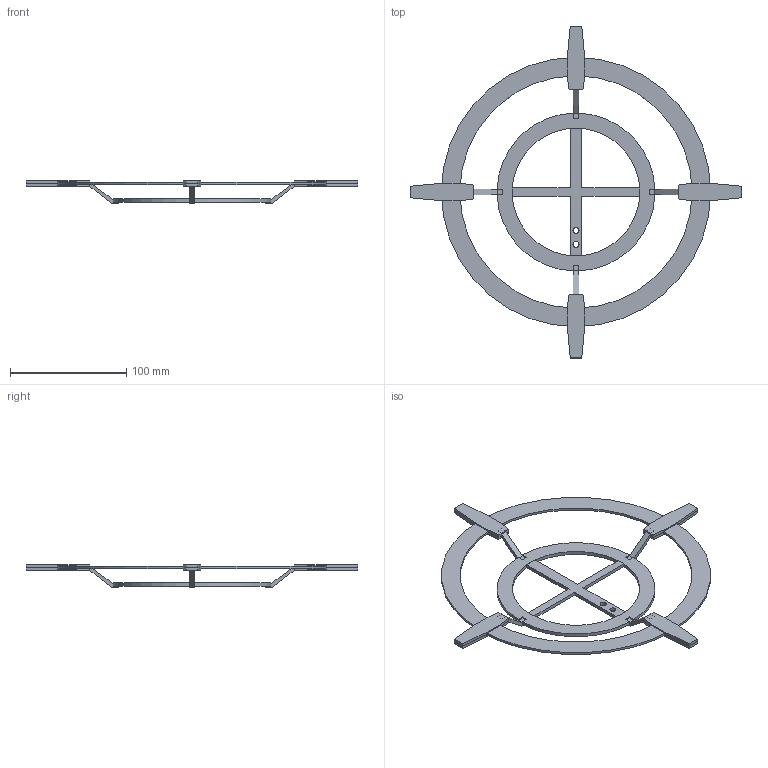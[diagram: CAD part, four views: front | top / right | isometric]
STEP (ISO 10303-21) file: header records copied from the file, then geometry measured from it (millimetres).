
FILE_DESCRIPTION(/* description */ ('','CAx-IF Rec.Pracs.---Representation and Presentation of Product Manufacturing Information (PMI)---4.0---2014-10-13'),/* implementation_level */ '2;1');
FILE_NAME(/* name */ '',/* time_stamp */ '2025-03-06T15:41:38+09:00',/* author */ (''),/* organization */ (''),/* preprocessor_version */ 'ST-DEVELOPER v20',/* originating_system */ 'Autodesk Translation Framework v13.20.0.188',/* authorisation */ '');
FILE_SCHEMA (('AP242_MANAGED_MODEL_BASED_3D_ENGINEERING_MIM_LF { 1 0 10303 442 1 1 4 }'));
Length unit declared in the file: millimetre
Products named in the file (7): シロコ_ヘイロー_mk2; outer_ring; inner_ring; protrusion; protrusion_front; protrusion_back; pirrer
Assembly tree (12 placements, depth 3):
  シロコ_ヘイロー_mk2
    outer_ring
    inner_ring
    protrusion  x4
      protrusion_front
      protrusion_back
    pirrer  x4
Bounding box: 286 x 286 x 19.5 mm (x, y, z)
Volume: 55379.9 mm3; surface area: 58505.1 mm2
Topology: 15 solids, 15 shells, 266 faces, 684 edges, 448 vertices
Faces by surface type: plane 226, cylinder 40
Full cylindrical faces by diameter (mm): 5.2 x2, 110 x1, 232 x1
Entity records: 3527 total; most frequent: CARTESIAN_POINT 589, DIRECTION 575, ORIENTED_EDGE 558, EDGE_CURVE 279, LINE 235, VECTOR 235, VERTEX_POINT 184, AXIS2_PLACEMENT_3D 170
